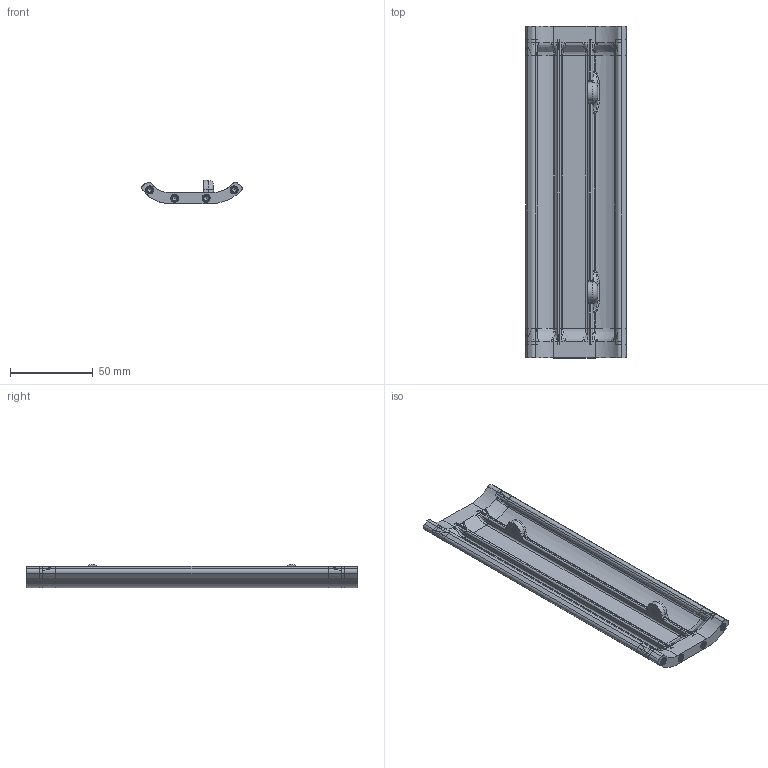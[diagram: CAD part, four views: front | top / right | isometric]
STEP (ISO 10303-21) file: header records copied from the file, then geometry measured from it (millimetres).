
FILE_DESCRIPTION(/* description */ (''),/* implementation_level */ '2;1');
FILE_NAME(/* name */ 'sideplate assembly.step',/* time_stamp */ '2021-12-05T11:07:17-08:00',/* author */ (''),/* organization */ (''),/* preprocessor_version */ 'ST-DEVELOPER v18.1',/* originating_system */ 'Autodesk Translation Framework v10.10.0.1391',/* authorisation */ '');
FILE_SCHEMA (('AUTOMOTIVE_DESIGN { 1 0 10303 214 3 1 1 }'));
Products named in the file (3): sideplate assembly; side plate, plastic only, LR; F1-B-M3-Heatfit v1 (1)
Assembly tree (11 placements, depth 2):
  sideplate assembly
    side plate, plastic only, LR
    F1-B-M3-Heatfit v1 (1)  x10
Bounding box: 60.41 x 200 x 13.98 mm (x, y, z)
Volume: 50380.3 mm3; surface area: 40822.5 mm2
Topology: 13 solids, 13 shells, 1776 faces, 5057 edges, 3326 vertices
Faces by surface type: bspline 914, cylinder 678, plane 110, cone 66, torus 8
Full cylindrical faces by diameter (mm): 2.82 x110, 4.133 x10, 4.148 x10, 4.443 x10, 4.5 x10
Entity records: 41867 total; most frequent: CARTESIAN_POINT 31593, ORIENTED_EDGE 2408, DIRECTION 1801, EDGE_CURVE 1204, VERTEX_POINT 779, AXIS2_PLACEMENT_3D 675, EDGE_LOOP 461, LINE 451
